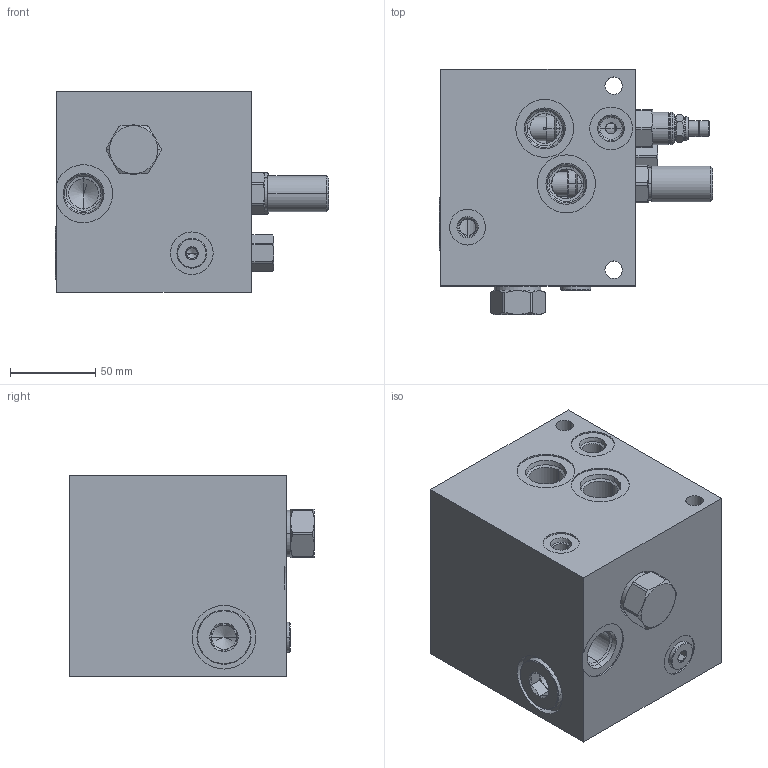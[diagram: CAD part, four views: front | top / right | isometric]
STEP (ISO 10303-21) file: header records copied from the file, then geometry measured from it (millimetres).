
FILE_DESCRIPTION((''),'2;1');
FILE_NAME('XQCGLANBK_ASM','2019-10-17T',('ProEService'),(''),'PRO/ENGINEER BY PARAMETRIC TECHNOLOGY CORPORATION, 2014200','PRO/ENGINEER BY PARAMETRIC TECHNOLOGY CORPORATION, 2014200','');
FILE_SCHEMA(('CONFIG_CONTROL_DESIGN'));
Length unit declared in the file: inch
Products named in the file (8): 154-203-002; A330-006-012; QCDBLAN; LPBDXDN; RVCFXAN; A330-006-006; COFOXDN; XQCGLANBK_ASM
Assembly tree (7 placements, depth 2):
  XQCGLANBK_ASM
    154-203-002
    A330-006-012
    QCDBLAN
    LPBDXDN
    RVCFXAN
    A330-006-006
    COFOXDN
Bounding box: 160.2 x 143.66 x 117.86 mm (x, y, z)
Volume: 1585791.6 mm3; surface area: 180197.4 mm2
Topology: 20 solids, 27 shells, 1212 faces, 3398 edges, 2478 vertices
Faces by surface type: cylinder 495, cone 268, plane 266, torus 131, revolution 48, sphere 2, bspline 2
Entity records: 46662 total; most frequent: CARTESIAN_POINT 15496, DIRECTION 6809, ORIENTED_EDGE 5584, EDGE_CURVE 2792, AXIS2_PLACEMENT_3D 2585, VERTEX_POINT 1695, VECTOR 1591, LINE 1591
